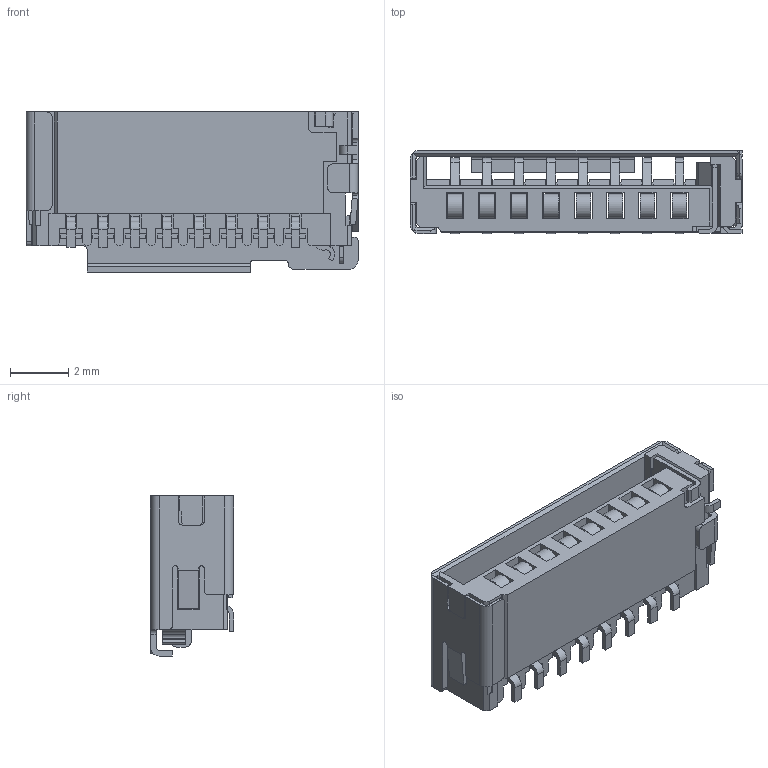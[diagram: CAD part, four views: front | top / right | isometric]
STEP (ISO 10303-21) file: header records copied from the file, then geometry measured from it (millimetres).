
FILE_DESCRIPTION (( 'STEP AP214' ), '1' );
FILE_NAME ('Molex 47309-2285.STEP', '2023-01-12T12:35:00', ( '' ), ( '' ), 'SwSTEP 2.0', 'SolidWorks 2018', '' );
FILE_SCHEMA (( 'AUTOMOTIVE_DESIGN' ));
Length unit declared in the file: millimetre
Products named in the file (1): Molex 47309-2285
Bounding box: 11.4 x 2.85 x 5.5 mm (x, y, z)
Volume: 76.4 mm3; surface area: 503.1 mm2
Topology: 1 solids, 1 shells, 758 faces, 2265 edges, 1491 vertices
Faces by surface type: plane 584, cylinder 172, cone 2
Entity records: 33663 total; most frequent: CARTESIAN_POINT 4547, ORIENTED_EDGE 4530, DIRECTION 4121, EDGE_CURVE 2265, LINE 1911, VECTOR 1911, VERTEX_POINT 1491, AXIS2_PLACEMENT_3D 1105
